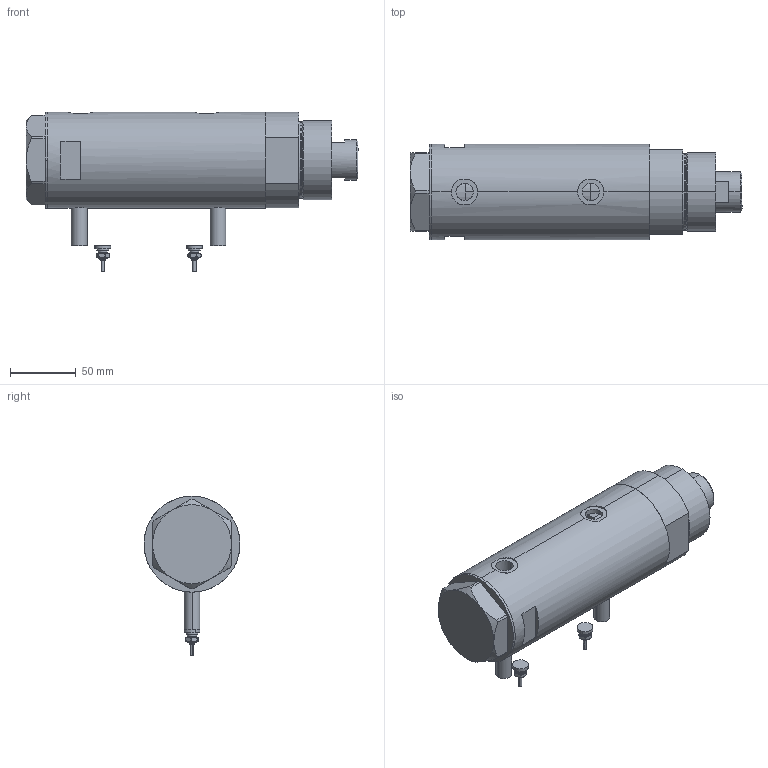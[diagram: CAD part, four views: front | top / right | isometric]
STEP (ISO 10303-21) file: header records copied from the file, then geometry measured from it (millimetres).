
FILE_DESCRIPTION (( 'STEP AP203' ), '1' );
FILE_NAME ('911e.STEP', '2024-02-11T11:28:01', ( '' ), ( '' ), 'SwSTEP 2.0', 'SolidWorks 2019', '' );
FILE_SCHEMA (( 'CONFIG_CONTROL_DESIGN' ));
Length unit declared in the file: millimetre
Products named in the file (6): V270CG_MIDDLE c98ec909080c990814641fd07cd4bed3; V270CG_VC c98ec909080c990814641fd07cd4bed3; Switch c98ec909080c990814641fd07cd4bed3; V270CG_BACK c98ec909080c990814641fd07cd4bed3; V270CG_FRONT c98ec909080c990814641fd07cd4bed3; 911e
Assembly tree (6 placements, depth 2):
  911e
    V270CG_MIDDLE c98ec909080c990814641fd07cd4bed3
    V270CG_BACK c98ec909080c990814641fd07cd4bed3
    V270CG_FRONT c98ec909080c990814641fd07cd4bed3
    V270CG_VC c98ec909080c990814641fd07cd4bed3
    Switch c98ec909080c990814641fd07cd4bed3  x2
Bounding box: 252.5 x 73 x 121.5 mm (x, y, z)
Volume: 923606.2 mm3; surface area: 153362.8 mm2
Topology: 6 solids, 6 shells, 212 faces, 465 edges, 283 vertices
Faces by surface type: plane 77, cylinder 71, cone 40, torus 24
Entity records: 5917 total; most frequent: CARTESIAN_POINT 1541, DIRECTION 831, ORIENTED_EDGE 738, EDGE_CURVE 369, AXIS2_PLACEMENT_3D 349, VERTEX_POINT 227, EDGE_LOOP 188, CIRCLE 174
